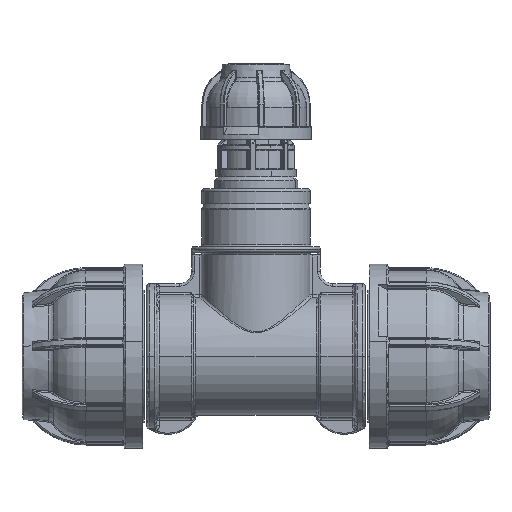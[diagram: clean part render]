
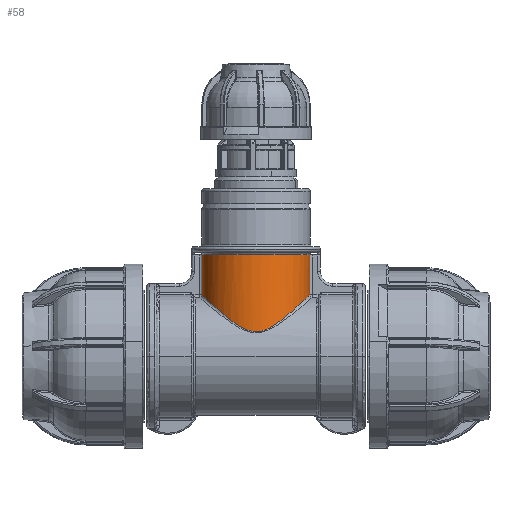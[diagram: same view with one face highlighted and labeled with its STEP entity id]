
A CAD part, top view. The second image highlights one B-rep face of the part: STEP entity #58.
In plain terms, the highlighted cylindrical face has radius 21.5 mm (diameter 43 mm), a partial arc.
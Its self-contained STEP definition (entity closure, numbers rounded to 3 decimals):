
#58 = ADVANCED_FACE ( 'NONE', ( #28761 ), #28762, .T. ) ;
#10814 = VERTEX_POINT ( 'NONE', #61473 ) ;
#10820 = VERTEX_POINT ( 'NONE', #61479 ) ;
#10821 = VERTEX_POINT ( 'NONE', #61480 ) ;
#10822 = VERTEX_POINT ( 'NONE', #61481 ) ;
#11073 = EDGE_LOOP ( 'NONE', ( #12053, #12056, #12054, #12055 ) ) ;
#12053 = ORIENTED_EDGE ( 'NONE', *, *, #77064, .T. ) ;
#12054 = ORIENTED_EDGE ( 'NONE', *, *, #77055, .T. ) ;
#12055 = ORIENTED_EDGE ( 'NONE', *, *, #77052, .T. ) ;
#12056 = ORIENTED_EDGE ( 'NONE', *, *, #77062, .T. ) ;
#28761 = FACE_OUTER_BOUND ( 'NONE', #11073, .T. ) ;
#28762 = CYLINDRICAL_SURFACE ( 'NONE', #30200, 21.5 ) ;
#30200 = AXIS2_PLACEMENT_3D ( 'NONE', #31616, #31618, #31620 ) ;
#31616 = CARTESIAN_POINT ( 'NONE',  ( 0., 81.824, 0. ) ) ;
#31618 = DIRECTION ( 'NONE',  ( 0., 1., 0. ) ) ;
#31620 = DIRECTION ( 'NONE',  ( -1., 0., 0. ) ) ;
#40607 = LINE ( 'NONE', #79716, #42197 ) ;
#40611 = LINE ( 'NONE', #79739, #42231 ) ;
#42197 = VECTOR ( 'NONE', #79717, 1000. ) ;
#42220 = CIRCLE ( 'NONE', #42223, 21.5 ) ;
#42223 = AXIS2_PLACEMENT_3D ( 'NONE', #79733, #79734, #79735 ) ;
#42231 = VECTOR ( 'NONE', #79740, 1000. ) ;
#61473 = CARTESIAN_POINT ( 'NONE',  ( 21.324, 40.2, 2.747 ) ) ;
#61479 = CARTESIAN_POINT ( 'NONE',  ( -21.324, 40.2, 2.747 ) ) ;
#61480 = CARTESIAN_POINT ( 'NONE',  ( -21.324, 24.331, 2.747 ) ) ;
#61481 = CARTESIAN_POINT ( 'NONE',  ( 21.324, 24.331, 2.747 ) ) ;
#68687 = B_SPLINE_CURVE_WITH_KNOTS ( 'NONE', 3,
 ( #79648, #79649, #79650, #79651, #79652, #79653, #79654, #79655, #79656, #79657, #79658, #79659, #79660, #79661, #79662, #79663, #79664, #79665, #79666, #79667, #79668, #79669, #79670, #79671, #79672, #79673, #79674, #79675, #79676, #79677, #79678, #79679, #79680, #79681, #79682, #79683, #79684, #79685, #79686, #79687, #79688, #79689, #79690, #79691, #79692, #79693, #79694, #79695, #79696, #79697, #79698, #79699, #79700, #79701, #79702, #79703, #79704, #79705, #79706, #79707, #79708, #79709 ),
 .UNSPECIFIED., .F., .F.,
 ( 4, 2, 2, 2, 2, 2, 2, 2, 2, 2, 2, 2, 2, 2, 2, 2, 2, 2, 2, 2, 2, 2, 2, 2, 2, 2, 2, 2, 2, 2, 4 ),
 ( 0., 0.004, 0.005, 0.007, 0.009, 0.011, 0.013, 0.017, 0.02, 0.022, 0.026, 0.028, 0.03, 0.032, 0.033, 0.035, 0.036, 0.037, 0.038, 0.039, 0.041, 0.043, 0.046, 0.048, 0.052, 0.057, 0.059, 0.061, 0.063, 0.065, 0.07 ),
 .UNSPECIFIED. ) ;
#77052 = EDGE_CURVE ( 'NONE', #10821, #10822, #68687, .T. ) ;
#77055 = EDGE_CURVE ( 'NONE', #10820, #10821, #40607, .T. ) ;
#77062 = EDGE_CURVE ( 'NONE', #10814, #10820, #42220, .T. ) ;
#77064 = EDGE_CURVE ( 'NONE', #10822, #10814, #40611, .T. ) ;
#79648 = CARTESIAN_POINT ( 'NONE',  ( -21.324, 24.331, 2.747 ) ) ;
#79649 = CARTESIAN_POINT ( 'NONE',  ( -21.138, 24.152, 4.189 ) ) ;
#79650 = CARTESIAN_POINT ( 'NONE',  ( -20.814, 23.841, 5.566 ) ) ;
#79651 = CARTESIAN_POINT ( 'NONE',  ( -20.255, 23.309, 7.219 ) ) ;
#79652 = CARTESIAN_POINT ( 'NONE',  ( -20.135, 23.195, 7.546 ) ) ;
#79653 = CARTESIAN_POINT ( 'NONE',  ( -19.884, 22.956, 8.186 ) ) ;
#79654 = CARTESIAN_POINT ( 'NONE',  ( -19.752, 22.831, 8.5 ) ) ;
#79655 = CARTESIAN_POINT ( 'NONE',  ( -19.336, 22.438, 9.424 ) ) ;
#79656 = CARTESIAN_POINT ( 'NONE',  ( -19.035, 22.154, 10.017 ) ) ;
#79657 = CARTESIAN_POINT ( 'NONE',  ( -18.387, 21.546, 11.163 ) ) ;
#79658 = CARTESIAN_POINT ( 'NONE',  ( -18.038, 21.221, 11.717 ) ) ;
#79659 = CARTESIAN_POINT ( 'NONE',  ( -17.305, 20.541, 12.775 ) ) ;
#79660 = CARTESIAN_POINT ( 'NONE',  ( -16.922, 20.188, 13.277 ) ) ;
#79661 = CARTESIAN_POINT ( 'NONE',  ( -15.727, 19.098, 14.713 ) ) ;
#79662 = CARTESIAN_POINT ( 'NONE',  ( -14.87, 18.327, 15.575 ) ) ;
#79663 = CARTESIAN_POINT ( 'NONE',  ( -13.495, 17.129, 16.748 ) ) ;
#79664 = CARTESIAN_POINT ( 'NONE',  ( -13.021, 16.721, 17.119 ) ) ;
#79665 = CARTESIAN_POINT ( 'NONE',  ( -12.045, 15.9, 17.819 ) ) ;
#79666 = CARTESIAN_POINT ( 'NONE',  ( -11.547, 15.489, 18.146 ) ) ;
#79667 = CARTESIAN_POINT ( 'NONE',  ( -10.015, 14.261, 19.062 ) ) ;
#79668 = CARTESIAN_POINT ( 'NONE',  ( -8.948, 13.448, 19.588 ) ) ;
#79669 = CARTESIAN_POINT ( 'NONE',  ( -7.239, 12.295, 20.254 ) ) ;
#79670 = CARTESIAN_POINT ( 'NONE',  ( -6.65, 11.922, 20.456 ) ) ;
#79671 = CARTESIAN_POINT ( 'NONE',  ( -5.421, 11.22, 20.815 ) ) ;
#79672 = CARTESIAN_POINT ( 'NONE',  ( -4.787, 10.895, 20.971 ) ) ;
#79673 = CARTESIAN_POINT ( 'NONE',  ( -3.801, 10.475, 21.164 ) ) ;
#79674 = CARTESIAN_POINT ( 'NONE',  ( -3.466, 10.346, 21.222 ) ) ;
#79675 = CARTESIAN_POINT ( 'NONE',  ( -2.781, 10.117, 21.322 ) ) ;
#79676 = CARTESIAN_POINT ( 'NONE',  ( -2.429, 10.017, 21.365 ) ) ;
#79677 = CARTESIAN_POINT ( 'NONE',  ( -1.369, 9.774, 21.468 ) ) ;
#79678 = CARTESIAN_POINT ( 'NONE',  ( -0.651, 9.689, 21.503 ) ) ;
#79679 = CARTESIAN_POINT ( 'NONE',  ( 0.445, 9.699, 21.498 ) ) ;
#79680 = CARTESIAN_POINT ( 'NONE',  ( 0.813, 9.725, 21.488 ) ) ;
#79681 = CARTESIAN_POINT ( 'NONE',  ( 1.533, 9.82, 21.448 ) ) ;
#79682 = CARTESIAN_POINT ( 'NONE',  ( 1.888, 9.888, 21.42 ) ) ;
#79683 = CARTESIAN_POINT ( 'NONE',  ( 2.589, 10.061, 21.346 ) ) ;
#79684 = CARTESIAN_POINT ( 'NONE',  ( 2.935, 10.165, 21.302 ) ) ;
#79685 = CARTESIAN_POINT ( 'NONE',  ( 3.62, 10.404, 21.196 ) ) ;
#79686 = CARTESIAN_POINT ( 'NONE',  ( 3.957, 10.538, 21.135 ) ) ;
#79687 = CARTESIAN_POINT ( 'NONE',  ( 4.94, 10.97, 20.936 ) ) ;
#79688 = CARTESIAN_POINT ( 'NONE',  ( 5.562, 11.296, 20.778 ) ) ;
#79689 = CARTESIAN_POINT ( 'NONE',  ( 6.763, 11.993, 20.418 ) ) ;
#79690 = CARTESIAN_POINT ( 'NONE',  ( 7.343, 12.363, 20.216 ) ) ;
#79691 = CARTESIAN_POINT ( 'NONE',  ( 8.47, 13.129, 19.771 ) ) ;
#79692 = CARTESIAN_POINT ( 'NONE',  ( 9.018, 13.524, 19.527 ) ) ;
#79693 = CARTESIAN_POINT ( 'NONE',  ( 10.09, 14.33, 18.995 ) ) ;
#79694 = CARTESIAN_POINT ( 'NONE',  ( 10.615, 14.741, 18.706 ) ) ;
#79695 = CARTESIAN_POINT ( 'NONE',  ( 12.142, 15.969, 17.783 ) ) ;
#79696 = CARTESIAN_POINT ( 'NONE',  ( 13.099, 16.783, 17.09 ) ) ;
#79697 = CARTESIAN_POINT ( 'NONE',  ( 14.91, 18.363, 15.536 ) ) ;
#79698 = CARTESIAN_POINT ( 'NONE',  ( 15.763, 19.13, 14.675 ) ) ;
#79699 = CARTESIAN_POINT ( 'NONE',  ( 16.96, 20.223, 13.229 ) ) ;
#79700 = CARTESIAN_POINT ( 'NONE',  ( 17.344, 20.577, 12.722 ) ) ;
#79701 = CARTESIAN_POINT ( 'NONE',  ( 18.068, 21.249, 11.67 ) ) ;
#79702 = CARTESIAN_POINT ( 'NONE',  ( 18.41, 21.568, 11.124 ) ) ;
#79703 = CARTESIAN_POINT ( 'NONE',  ( 19.051, 22.169, 9.987 ) ) ;
#79704 = CARTESIAN_POINT ( 'NONE',  ( 19.35, 22.451, 9.396 ) ) ;
#79705 = CARTESIAN_POINT ( 'NONE',  ( 19.901, 22.973, 8.164 ) ) ;
#79706 = CARTESIAN_POINT ( 'NONE',  ( 20.154, 23.213, 7.52 ) ) ;
#79707 = CARTESIAN_POINT ( 'NONE',  ( 20.816, 23.844, 5.553 ) ) ;
#79708 = CARTESIAN_POINT ( 'NONE',  ( 21.139, 24.153, 4.184 ) ) ;
#79709 = CARTESIAN_POINT ( 'NONE',  ( 21.324, 24.331, 2.747 ) ) ;
#79716 = CARTESIAN_POINT ( 'NONE',  ( -21.324, 81.824, 2.747 ) ) ;
#79717 = DIRECTION ( 'NONE',  ( 0., -1., 0. ) ) ;
#79733 = CARTESIAN_POINT ( 'NONE',  ( 0., 40.2, 0. ) ) ;
#79734 = DIRECTION ( 'NONE',  ( 0., -1., 0. ) ) ;
#79735 = DIRECTION ( 'NONE',  ( -1., 0., 0. ) ) ;
#79739 = CARTESIAN_POINT ( 'NONE',  ( 21.324, 81.824, 2.747 ) ) ;
#79740 = DIRECTION ( 'NONE',  ( 0., 1., 0. ) ) ;
